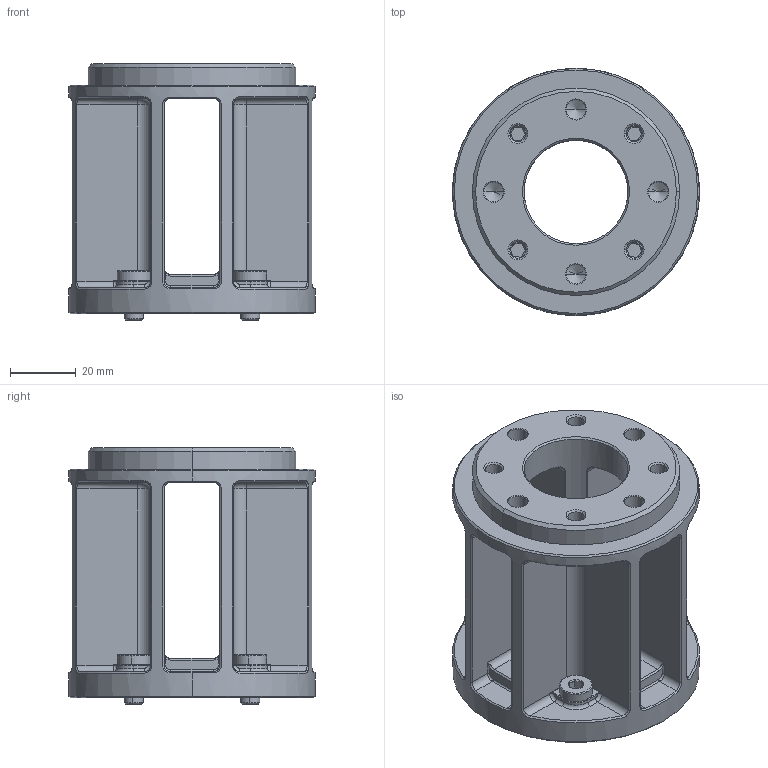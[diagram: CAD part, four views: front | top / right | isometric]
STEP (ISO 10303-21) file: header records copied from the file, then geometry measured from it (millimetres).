
FILE_DESCRIPTION (( 'STEP AP214' ), '1' );
FILE_NAME ('Zivid On-Arm Extender OA01E.STEP', '2022-01-31T14:31:26', ( '' ), ( '' ), 'SwSTEP 2.0', 'SolidWorks 2021', '' );
FILE_SCHEMA (( 'AUTOMOTIVE_DESIGN' ));
Length unit declared in the file: millimetre
Products named in the file (1): Zivid On-Arm Extender OA01E
Bounding box: 75 x 75 x 77.9 mm (x, y, z)
Volume: 98112.4 mm3; surface area: 45930.3 mm2
Topology: 5 solids, 5 shells, 508 faces, 1172 edges, 668 vertices
Faces by surface type: cylinder 140, plane 136, cone 116, bspline 80, torus 36
Entity records: 30830 total; most frequent: CARTESIAN_POINT 14437, ORIENTED_EDGE 2296, DIRECTION 2078, EDGE_CURVE 1148, AXIS2_PLACEMENT_3D 821, VERTEX_POINT 668, EDGE_LOOP 552, UNCERTAINTY_MEASURE_WITH_UNIT 515
